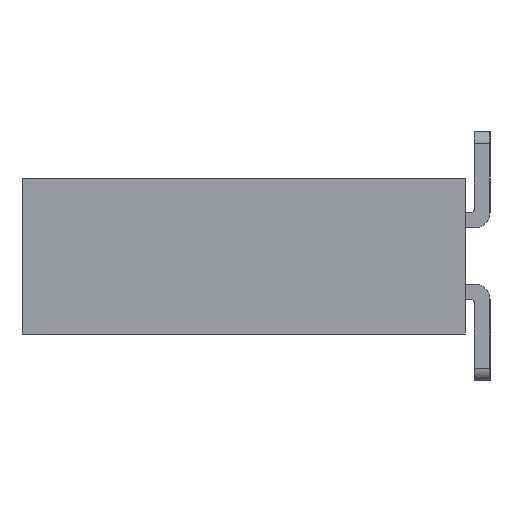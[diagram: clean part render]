
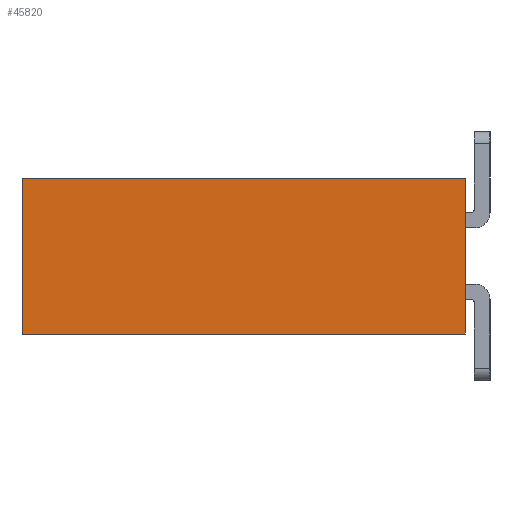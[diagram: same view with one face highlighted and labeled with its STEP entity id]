
A CAD part, left-side view. The second image highlights one B-rep face of the part: STEP entity #45820.
In plain terms, the highlighted planar face has unit normal (-1, 0, 0).
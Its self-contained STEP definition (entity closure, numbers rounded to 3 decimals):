
#2155=CARTESIAN_POINT('',(-15.24,0.,0.75));
#2156=VERTEX_POINT('',#2155);
#2168=CARTESIAN_POINT('',(-15.24,7.1,0.75));
#2169=VERTEX_POINT('',#2168);
#2170=CARTESIAN_POINT('',(-15.24,7.1,0.75));
#2171=CARTESIAN_POINT('',(-15.24,5.68,0.75));
#2172=CARTESIAN_POINT('',(-15.24,4.26,0.75));
#2173=CARTESIAN_POINT('',(-15.24,2.84,0.75));
#2174=CARTESIAN_POINT('',(-15.24,1.42,0.75));
#2175=CARTESIAN_POINT('',(-15.24,0.,0.75));
#2176=B_SPLINE_CURVE_WITH_KNOTS('',5,(#2170,#2171,#2172,#2173,#2174,#2175),.UNSPECIFIED.,.F.,.U.,(6,6),(0.,7.1),.UNSPECIFIED.);
#2177=EDGE_CURVE('',#2169,#2156,#2176,.T.);
#2207=CARTESIAN_POINT('',(-15.24,0.,3.25));
#2208=VERTEX_POINT('',#2207);
#2231=CARTESIAN_POINT('',(-15.24,7.1,3.25));
#2232=VERTEX_POINT('',#2231);
#2242=CARTESIAN_POINT('',(-15.24,0.,3.25));
#2243=CARTESIAN_POINT('',(-15.24,1.42,3.25));
#2244=CARTESIAN_POINT('',(-15.24,2.84,3.25));
#2245=CARTESIAN_POINT('',(-15.24,4.26,3.25));
#2246=CARTESIAN_POINT('',(-15.24,5.68,3.25));
#2247=CARTESIAN_POINT('',(-15.24,7.1,3.25));
#2248=B_SPLINE_CURVE_WITH_KNOTS('',5,(#2242,#2243,#2244,#2245,#2246,#2247),.UNSPECIFIED.,.F.,.U.,(6,6),(0.,7.1),.UNSPECIFIED.);
#2249=EDGE_CURVE('',#2208,#2232,#2248,.T.);
#2270=CARTESIAN_POINT('',(-15.24,7.1,3.25));
#2271=CARTESIAN_POINT('',(-15.24,7.1,2.75));
#2272=CARTESIAN_POINT('',(-15.24,7.1,2.25));
#2273=CARTESIAN_POINT('',(-15.24,7.1,1.75));
#2274=CARTESIAN_POINT('',(-15.24,7.1,1.25));
#2275=CARTESIAN_POINT('',(-15.24,7.1,0.75));
#2276=B_SPLINE_CURVE_WITH_KNOTS('',5,(#2270,#2271,#2272,#2273,#2274,#2275),.UNSPECIFIED.,.F.,.U.,(6,6),(0.,2.5),.UNSPECIFIED.);
#2277=EDGE_CURVE('',#2232,#2169,#2276,.T.);
#45782=CARTESIAN_POINT('',(-15.24,3.55,2.));
#45783=DIRECTION('',(0.,0.,1.));
#45784=DIRECTION('',(-1.,0.,0.));
#45785=AXIS2_PLACEMENT_3D('',#45782,#45784,#45783);
#45786=PLANE('',#45785);
#45787=ORIENTED_EDGE('',*,*,#2277,.T.);
#45788=ORIENTED_EDGE('',*,*,#2177,.T.);
#45789=CARTESIAN_POINT('',(-15.24,0.,1.15));
#45790=VERTEX_POINT('',#45789);
#45791=CARTESIAN_POINT('',(-15.24,0.,1.15));
#45792=CARTESIAN_POINT('',(-15.24,0.,1.07));
#45793=CARTESIAN_POINT('',(-15.24,0.,0.99));
#45794=CARTESIAN_POINT('',(-15.24,0.,0.91));
#45795=CARTESIAN_POINT('',(-15.24,0.,0.83));
#45796=CARTESIAN_POINT('',(-15.24,0.,0.75));
#45797=B_SPLINE_CURVE_WITH_KNOTS('',5,(#45791,#45792,#45793,#45794,#45795,#45796),.UNSPECIFIED.,.F.,.U.,(6,6),(0.,0.4),.UNSPECIFIED.);
#45798=EDGE_CURVE('',#45790,#2156,#45797,.T.);
#45799=ORIENTED_EDGE('',*,*,#45798,.F.);
#45800=CARTESIAN_POINT('',(-15.24,0.,2.85));
#45801=VERTEX_POINT('',#45800);
#45802=CARTESIAN_POINT('',(-15.24,0.,2.85));
#45803=DIRECTION('',(0.,0.,-1.));
#45804=VECTOR('',#45803,1.7);
#45805=LINE('',#45802,#45804);
#45806=EDGE_CURVE('',#45801,#45790,#45805,.T.);
#45807=ORIENTED_EDGE('',*,*,#45806,.F.);
#45808=CARTESIAN_POINT('',(-15.24,0.,2.85));
#45809=CARTESIAN_POINT('',(-15.24,0.,2.93));
#45810=CARTESIAN_POINT('',(-15.24,0.,3.01));
#45811=CARTESIAN_POINT('',(-15.24,0.,3.09));
#45812=CARTESIAN_POINT('',(-15.24,0.,3.17));
#45813=CARTESIAN_POINT('',(-15.24,0.,3.25));
#45814=B_SPLINE_CURVE_WITH_KNOTS('',5,(#45808,#45809,#45810,#45811,#45812,#45813),.UNSPECIFIED.,.F.,.U.,(6,6),(0.,0.4),.UNSPECIFIED.);
#45815=EDGE_CURVE('',#45801,#2208,#45814,.T.);
#45816=ORIENTED_EDGE('',*,*,#45815,.T.);
#45817=ORIENTED_EDGE('',*,*,#2249,.T.);
#45818=EDGE_LOOP('',(#45787,#45788,#45799,#45807,#45816,#45817));
#45819=FACE_OUTER_BOUND('',#45818,.T.);
#45820=ADVANCED_FACE('',(#45819),#45786,.T.);
